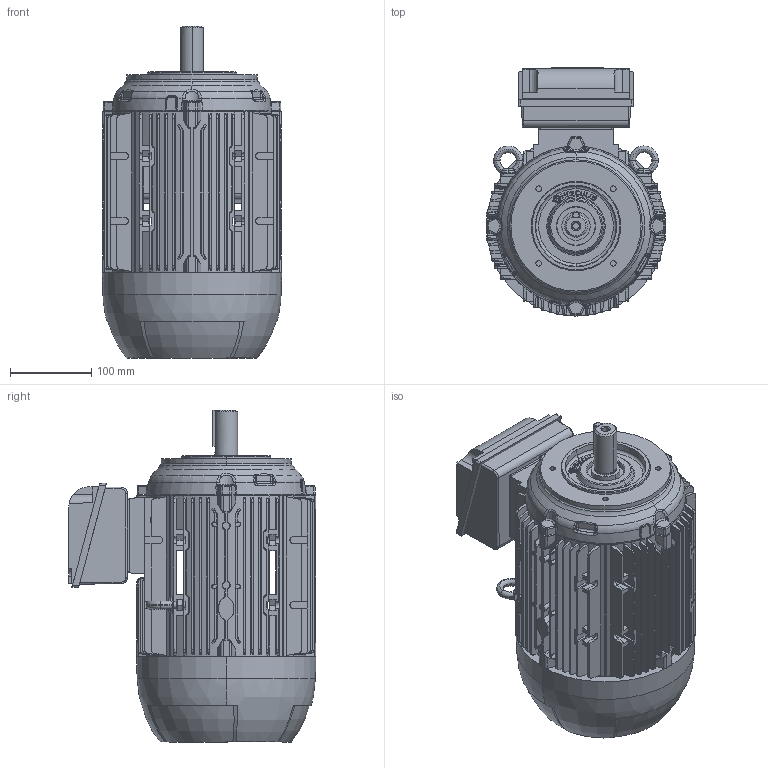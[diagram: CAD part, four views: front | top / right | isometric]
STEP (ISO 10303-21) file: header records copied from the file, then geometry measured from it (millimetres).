
FILE_DESCRIPTION (( 'STEP AP203' ), '1' );
FILE_NAME ('112S_SP_DI_TOP.STEP', '2022-06-28T19:00:40', ( '' ), ( '' ), 'SwSTEP 2.0', 'SolidWorks 2020', '' );
FILE_SCHEMA (( 'CONFIG_CONTROL_DESIGN' ));
Products named in the file (1): 112S_SP_DI_TOP
Bounding box: 220.75 x 305.07 x 408.5 mm (x, y, z)
Surface area: 677208.7 mm2 (no closed solid volume)
Topology: 0 solids, 11 shells, 1799 faces, 5357 edges, 3561 vertices
Faces by surface type: plane 974, cylinder 385, cone 210, bspline 142, torus 79, sphere 9
Entity records: 67799 total; most frequent: CARTESIAN_POINT 23512, ORIENTED_EDGE 9780, DIRECTION 8050, EDGE_CURVE 5353, VERTEX_POINT 3561, VECTOR 2898, LINE 2898, AXIS2_PLACEMENT_3D 2576
